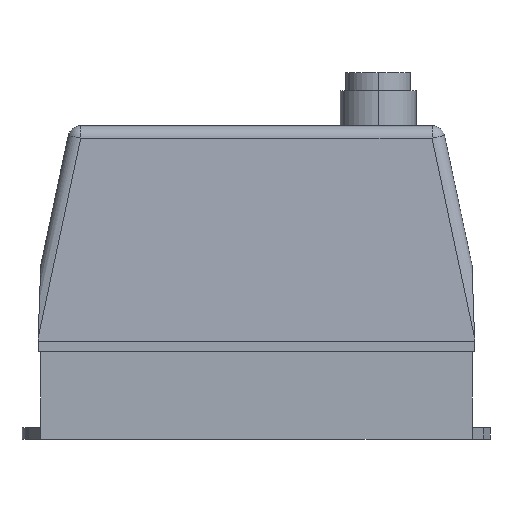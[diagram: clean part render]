
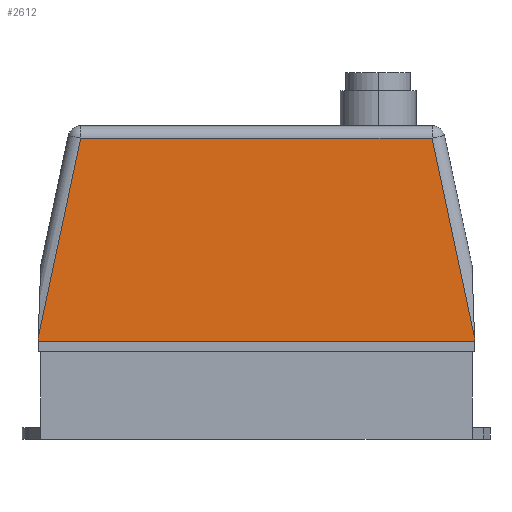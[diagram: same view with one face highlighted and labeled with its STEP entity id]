
A CAD part, left-side view. The second image highlights one B-rep face of the part: STEP entity #2612.
In plain terms, the highlighted planar face has unit normal (-0.999, 0, 0.035).
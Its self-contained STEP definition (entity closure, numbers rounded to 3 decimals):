
#2112=CARTESIAN_POINT('',(1.8,69.213,118.674));
#2113=VERTEX_POINT('',#2112);
#2180=CARTESIAN_POINT('',(1.8,-69.213,118.674));
#2181=VERTEX_POINT('',#2180);
#2340=CARTESIAN_POINT('',(1.8,69.213,118.674));
#2341=DIRECTION('',(0.0,-1.0,0.0));
#2342=VECTOR('',#2341,138.426);
#2343=LINE('',#2340,#2342);
#2344=EDGE_CURVE('',#2113,#2181,#2343,.T.);
#2354=CARTESIAN_POINT('',(-0.95,-85.95,39.932));
#2355=VERTEX_POINT('',#2354);
#2372=CARTESIAN_POINT('',(1.8,-69.213,118.674));
#2373=DIRECTION('',(-0.034,-0.208,-0.978));
#2374=VECTOR('',#2373,80.548);
#2375=LINE('',#2372,#2374);
#2376=EDGE_CURVE('',#2181,#2355,#2375,.T.);
#2465=CARTESIAN_POINT('',(-0.95,85.95,39.932));
#2466=VERTEX_POINT('',#2465);
#2474=CARTESIAN_POINT('',(-0.95,85.95,39.932));
#2475=DIRECTION('',(0.034,-0.208,0.978));
#2476=VECTOR('',#2475,80.548);
#2477=LINE('',#2474,#2476);
#2478=EDGE_CURVE('',#2466,#2113,#2477,.T.);
#2558=CARTESIAN_POINT('',(-1.,-86.0,38.5));
#2559=VERTEX_POINT('',#2558);
#2560=CARTESIAN_POINT('',(-0.95,-85.95,39.932));
#2561=DIRECTION('',(-0.035,-0.035,-0.999));
#2562=VECTOR('',#2561,1.434);
#2563=LINE('',#2560,#2562);
#2564=EDGE_CURVE('',#2355,#2559,#2563,.T.);
#2587=CARTESIAN_POINT('',(0.048,-86.0,68.5));
#2588=DIRECTION('',(0.999,0.,-0.035));
#2589=DIRECTION('',(-0.035,0.,-0.999));
#2590=AXIS2_PLACEMENT_3D('',#2587,#2588,#2589);
#2591=PLANE('',#2590);
#2592=ORIENTED_EDGE('',*,*,#2376,.F.);
#2593=ORIENTED_EDGE('',*,*,#2344,.F.);
#2594=ORIENTED_EDGE('',*,*,#2478,.F.);
#2595=CARTESIAN_POINT('',(-1.,86.,38.5));
#2596=VERTEX_POINT('',#2595);
#2597=CARTESIAN_POINT('',(-1.,86.0,38.5));
#2598=DIRECTION('',(0.035,-0.035,0.999));
#2599=VECTOR('',#2598,1.434);
#2600=LINE('',#2597,#2599);
#2601=EDGE_CURVE('',#2596,#2466,#2600,.T.);
#2602=ORIENTED_EDGE('',*,*,#2601,.F.);
#2603=CARTESIAN_POINT('',(-1.,-86.0,38.5));
#2604=DIRECTION('',(0.0,1.0,0.0));
#2605=VECTOR('',#2604,172.);
#2606=LINE('',#2603,#2605);
#2607=EDGE_CURVE('',#2559,#2596,#2606,.T.);
#2608=ORIENTED_EDGE('',*,*,#2607,.F.);
#2609=ORIENTED_EDGE('',*,*,#2564,.F.);
#2610=EDGE_LOOP('',(#2592,#2593,#2594,#2602,#2608,#2609));
#2611=FACE_OUTER_BOUND('',#2610,.T.);
#2612=ADVANCED_FACE('',(#2611),#2591,.F.);
